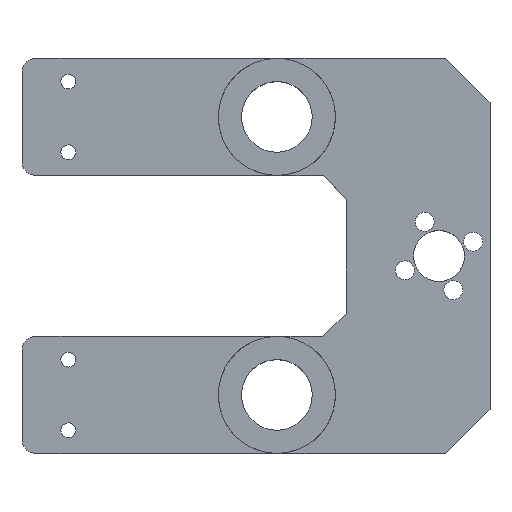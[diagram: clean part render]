
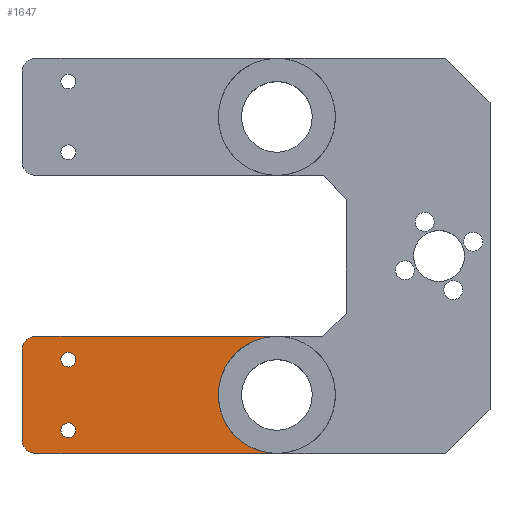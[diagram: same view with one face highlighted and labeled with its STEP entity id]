
A CAD part, top view. The second image highlights one B-rep face of the part: STEP entity #1647.
In plain terms, the highlighted face is planar.
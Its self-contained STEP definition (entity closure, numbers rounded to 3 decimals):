
#14 = VECTOR ( 'NONE', #723, 1000. ) ;
#36 = DIRECTION ( 'NONE',  ( 0., 0., 1. ) ) ;
#54 = DIRECTION ( 'NONE',  ( 1., 0., 0. ) ) ;
#86 = ORIENTED_EDGE ( 'NONE', *, *, #497, .T. ) ;
#110 = CARTESIAN_POINT ( 'NONE',  ( -15.407, -50.589, -17.5 ) ) ;
#112 = DIRECTION ( 'NONE',  ( 1., 0., 0. ) ) ;
#114 = ORIENTED_EDGE ( 'NONE', *, *, #630, .T. ) ;
#159 = VERTEX_POINT ( 'NONE', #946 ) ;
#165 = EDGE_CURVE ( 'NONE', #857, #1807, #259, .T. ) ;
#166 = DIRECTION ( 'NONE',  ( 0., 0., 1. ) ) ;
#172 = LINE ( 'NONE', #608, #14 ) ;
#178 = EDGE_LOOP ( 'NONE', ( #745, #865 ) ) ;
#235 = FACE_BOUND ( 'NONE', #178, .T. ) ;
#259 = CIRCLE ( 'NONE', #1541, 1.6 ) ;
#263 = VERTEX_POINT ( 'NONE', #1738 ) ;
#264 = CARTESIAN_POINT ( 'NONE',  ( 0., 0., -17.5 ) ) ;
#281 = EDGE_CURVE ( 'NONE', #823, #331, #613, .T. ) ;
#289 = VECTOR ( 'NONE', #795, 1000. ) ;
#301 = AXIS2_PLACEMENT_3D ( 'NONE', #1663, #860, #957 ) ;
#320 = DIRECTION ( 'NONE',  ( 1., 0., 0. ) ) ;
#331 = VERTEX_POINT ( 'NONE', #914 ) ;
#352 = CARTESIAN_POINT ( 'NONE',  ( -16.788, -53.252, -17.5 ) ) ;
#356 = ORIENTED_EDGE ( 'NONE', *, *, #1380, .T. ) ;
#358 = CIRCLE ( 'NONE', #1606, 3. ) ;
#373 = CARTESIAN_POINT ( 'NONE',  ( -27.494, -36.431, -17.5 ) ) ;
#390 = FACE_OUTER_BOUND ( 'NONE', #1688, .T. ) ;
#413 = CARTESIAN_POINT ( 'NONE',  ( -15.558, -43.455, -17.5 ) ) ;
#417 = CIRCLE ( 'NONE', #532, 1.6 ) ;
#422 = EDGE_LOOP ( 'NONE', ( #519, #114 ) ) ;
#434 = PLANE ( 'NONE',  #1612 ) ;
#438 = EDGE_CURVE ( 'NONE', #159, #1112, #1775, .T. ) ;
#497 = EDGE_CURVE ( 'NONE', #1101, #159, #1751, .T. ) ;
#503 = CARTESIAN_POINT ( 'NONE',  ( -11.206, 5.815, -17.5 ) ) ;
#514 = DIRECTION ( 'NONE',  ( 0., 0., 1. ) ) ;
#519 = ORIENTED_EDGE ( 'NONE', *, *, #165, .T. ) ;
#522 = DIRECTION ( 'NONE',  ( 0., 0., 1. ) ) ;
#532 = AXIS2_PLACEMENT_3D ( 'NONE', #373, #522, #112 ) ;
#562 = AXIS2_PLACEMENT_3D ( 'NONE', #1483, #514, #1039 ) ;
#572 = EDGE_CURVE ( 'NONE', #1112, #263, #1484, .T. ) ;
#578 = CARTESIAN_POINT ( 'NONE',  ( 7.934, -205.73, -17.5 ) ) ;
#594 = CARTESIAN_POINT ( 'NONE',  ( -29.094, -36.431, -17.5 ) ) ;
#608 = CARTESIAN_POINT ( 'NONE',  ( 11.206, -5.815, -17.5 ) ) ;
#613 = CIRCLE ( 'NONE', #1200, 1.6 ) ;
#630 = EDGE_CURVE ( 'NONE', #1807, #857, #417, .T. ) ;
#641 = DIRECTION ( 'NONE',  ( -0.888, 0.461, 0. ) ) ;
#694 = DIRECTION ( 'NONE',  ( 0., 0., -1. ) ) ;
#703 = EDGE_CURVE ( 'NONE', #263, #1761, #1145, .T. ) ;
#722 = VERTEX_POINT ( 'NONE', #352 ) ;
#723 = DIRECTION ( 'NONE',  ( -0.461, -0.888, 0. ) ) ;
#726 = ORIENTED_EDGE ( 'NONE', *, *, #438, .T. ) ;
#745 = ORIENTED_EDGE ( 'NONE', *, *, #1644, .T. ) ;
#748 = LINE ( 'NONE', #777, #1827 ) ;
#777 = CARTESIAN_POINT ( 'NONE',  ( -14.126, -54.634, -17.5 ) ) ;
#789 = CARTESIAN_POINT ( 'NONE',  ( -33.875, -44.386, -17.5 ) ) ;
#795 = DIRECTION ( 'NONE',  ( 0.461, 0.888, 0. ) ) ;
#823 = VERTEX_POINT ( 'NONE', #413 ) ;
#836 = DIRECTION ( 'NONE',  ( 0., 0., 1. ) ) ;
#851 = FACE_BOUND ( 'NONE', #422, .T. ) ;
#857 = VERTEX_POINT ( 'NONE', #1126 ) ;
#860 = DIRECTION ( 'NONE',  ( 0., 0., 1. ) ) ;
#865 = ORIENTED_EDGE ( 'NONE', *, *, #281, .T. ) ;
#870 = ORIENTED_EDGE ( 'NONE', *, *, #703, .T. ) ;
#902 = VERTEX_POINT ( 'NONE', #1155 ) ;
#903 = AXIS2_PLACEMENT_3D ( 'NONE', #264, #836, #1525 ) ;
#914 = CARTESIAN_POINT ( 'NONE',  ( -12.358, -43.455, -17.5 ) ) ;
#945 = DIRECTION ( 'NONE',  ( 0.888, -0.461, 0. ) ) ;
#946 = CARTESIAN_POINT ( 'NONE',  ( -35.156, -40.341, -17.5 ) ) ;
#957 = DIRECTION ( 'NONE',  ( 1., 0., 0. ) ) ;
#974 = CARTESIAN_POINT ( 'NONE',  ( -32.493, -41.723, -17.5 ) ) ;
#984 = EDGE_CURVE ( 'NONE', #1761, #902, #172, .T. ) ;
#993 = CARTESIAN_POINT ( 'NONE',  ( -27.494, -36.431, -17.5 ) ) ;
#1009 = DIRECTION ( 'NONE',  ( 0., 0., 1. ) ) ;
#1039 = DIRECTION ( 'NONE',  ( 1., 0., 0. ) ) ;
#1101 = VERTEX_POINT ( 'NONE', #789 ) ;
#1104 = CIRCLE ( 'NONE', #301, 1.6 ) ;
#1112 = VERTEX_POINT ( 'NONE', #503 ) ;
#1126 = CARTESIAN_POINT ( 'NONE',  ( -25.894, -36.431, -17.5 ) ) ;
#1130 = ORIENTED_EDGE ( 'NONE', *, *, #572, .T. ) ;
#1145 = CIRCLE ( 'NONE', #562, 12.625 ) ;
#1154 = ORIENTED_EDGE ( 'NONE', *, *, #984, .T. ) ;
#1155 = CARTESIAN_POINT ( 'NONE',  ( -12.744, -51.971, -17.5 ) ) ;
#1200 = AXIS2_PLACEMENT_3D ( 'NONE', #1444, #36, #320 ) ;
#1202 = EDGE_CURVE ( 'NONE', #902, #722, #358, .T. ) ;
#1375 = CARTESIAN_POINT ( 'NONE',  ( -36.538, -43.004, -17.5 ) ) ;
#1380 = EDGE_CURVE ( 'NONE', #722, #1101, #748, .T. ) ;
#1425 = AXIS2_PLACEMENT_3D ( 'NONE', #974, #694, #1815 ) ;
#1444 = CARTESIAN_POINT ( 'NONE',  ( -13.958, -43.455, -17.5 ) ) ;
#1446 = ORIENTED_EDGE ( 'NONE', *, *, #1202, .T. ) ;
#1483 = CARTESIAN_POINT ( 'NONE',  ( 0., 0., -17.5 ) ) ;
#1484 = CIRCLE ( 'NONE', #903, 12.625 ) ;
#1525 = DIRECTION ( 'NONE',  ( 1., 0., 0. ) ) ;
#1537 = DIRECTION ( 'NONE',  ( 1., 0., 0. ) ) ;
#1541 = AXIS2_PLACEMENT_3D ( 'NONE', #993, #1009, #54 ) ;
#1546 = DIRECTION ( 'NONE',  ( 0., 0., -1. ) ) ;
#1606 = AXIS2_PLACEMENT_3D ( 'NONE', #110, #1546, #1537 ) ;
#1610 = CARTESIAN_POINT ( 'NONE',  ( 11.206, -5.815, -17.5 ) ) ;
#1612 = AXIS2_PLACEMENT_3D ( 'NONE', #578, #166, #945 ) ;
#1644 = EDGE_CURVE ( 'NONE', #331, #823, #1104, .T. ) ;
#1647 = ADVANCED_FACE ( 'NONE', ( #235, #851, #390 ), #434, .F. ) ;
#1663 = CARTESIAN_POINT ( 'NONE',  ( -13.958, -43.455, -17.5 ) ) ;
#1688 = EDGE_LOOP ( 'NONE', ( #1154, #1446, #356, #86, #726, #1130, #870 ) ) ;
#1738 = CARTESIAN_POINT ( 'NONE',  ( -12.625, 0., -17.5 ) ) ;
#1751 = CIRCLE ( 'NONE', #1425, 3. ) ;
#1761 = VERTEX_POINT ( 'NONE', #1610 ) ;
#1775 = LINE ( 'NONE', #1375, #289 ) ;
#1807 = VERTEX_POINT ( 'NONE', #594 ) ;
#1815 = DIRECTION ( 'NONE',  ( 1., 0., 0. ) ) ;
#1827 = VECTOR ( 'NONE', #641, 1000. ) ;
